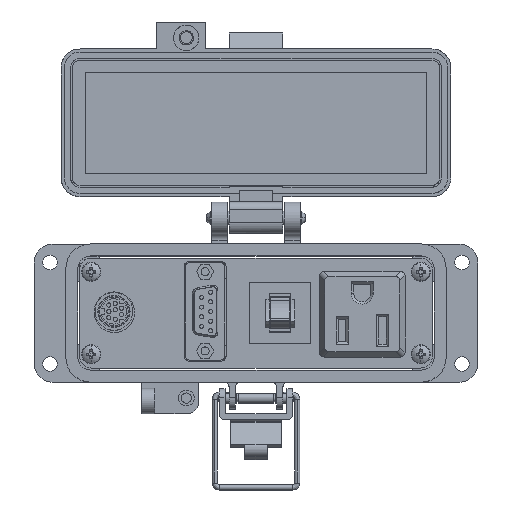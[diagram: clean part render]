
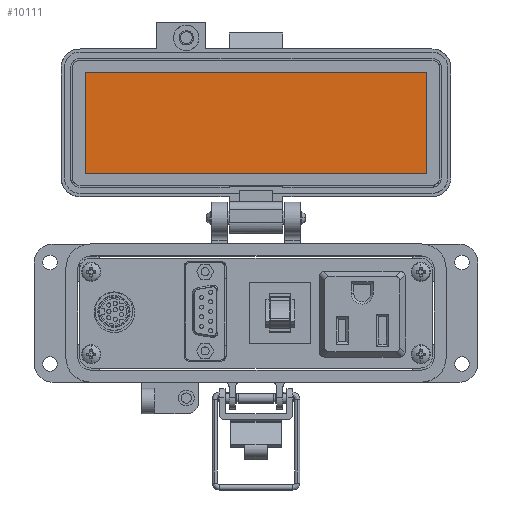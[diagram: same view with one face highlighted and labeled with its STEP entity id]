
A CAD part, top view. The second image highlights one B-rep face of the part: STEP entity #10111.
In plain terms, the highlighted planar face has unit normal (0, 0, 1).
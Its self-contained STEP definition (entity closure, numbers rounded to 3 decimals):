
#1037 = DIRECTION ( 'NONE',  ( 0., 0., 1. ) ) ;
#1099 = LINE ( 'NONE', #22680, #22940 ) ;
#1615 = LINE ( 'NONE', #10956, #44174 ) ;
#4189 = VECTOR ( 'NONE', #27636, 1000. ) ;
#4933 = PLANE ( 'NONE',  #9867 ) ;
#5000 = EDGE_CURVE ( 'NONE', #17253, #38191, #7163, .T. ) ;
#7163 = LINE ( 'NONE', #44981, #49731 ) ;
#8001 = DIRECTION ( 'NONE',  ( -1., 0., 0. ) ) ;
#9004 = CARTESIAN_POINT ( 'NONE',  ( -53.75, 51.154, -25.55 ) ) ;
#9847 = VERTEX_POINT ( 'NONE', #40307 ) ;
#9867 = AXIS2_PLACEMENT_3D ( 'NONE', #50332, #1037, #29781 ) ;
#9972 = ORIENTED_EDGE ( 'NONE', *, *, #22357, .F. ) ;
#10111 = ADVANCED_FACE ( 'NONE', ( #51323 ), #4933, .T. ) ;
#10828 = CARTESIAN_POINT ( 'NONE',  ( -53.75, 83.154, -25.55 ) ) ;
#10956 = CARTESIAN_POINT ( 'NONE',  ( 53.75, 67.154, -25.55 ) ) ;
#15104 = DIRECTION ( 'NONE',  ( 0., -1., 0. ) ) ;
#17253 = VERTEX_POINT ( 'NONE', #53346 ) ;
#18544 = DIRECTION ( 'NONE',  ( 0., 1., 0. ) ) ;
#22357 = EDGE_CURVE ( 'NONE', #9847, #17253, #1615, .T. ) ;
#22680 = CARTESIAN_POINT ( 'NONE',  ( -53.75, 67.154, -25.55 ) ) ;
#22940 = VECTOR ( 'NONE', #18544, 1000. ) ;
#23060 = EDGE_CURVE ( 'NONE', #52552, #9847, #37092, .T. ) ;
#23509 = CARTESIAN_POINT ( 'NONE',  ( -8.5, 83.154, -25.55 ) ) ;
#27636 = DIRECTION ( 'NONE',  ( 1., 0., 0. ) ) ;
#29402 = ORIENTED_EDGE ( 'NONE', *, *, #43264, .F. ) ;
#29592 = ORIENTED_EDGE ( 'NONE', *, *, #23060, .F. ) ;
#29781 = DIRECTION ( 'NONE',  ( 0., -1., 0. ) ) ;
#37092 = LINE ( 'NONE', #23509, #4189 ) ;
#38191 = VERTEX_POINT ( 'NONE', #9004 ) ;
#40307 = CARTESIAN_POINT ( 'NONE',  ( 53.75, 83.154, -25.55 ) ) ;
#43264 = EDGE_CURVE ( 'NONE', #38191, #52552, #1099, .T. ) ;
#44174 = VECTOR ( 'NONE', #15104, 1000. ) ;
#44981 = CARTESIAN_POINT ( 'NONE',  ( 42., 51.154, -25.55 ) ) ;
#49098 = ORIENTED_EDGE ( 'NONE', *, *, #5000, .F. ) ;
#49680 = EDGE_LOOP ( 'NONE', ( #29592, #29402, #49098, #9972 ) ) ;
#49731 = VECTOR ( 'NONE', #8001, 1000. ) ;
#50332 = CARTESIAN_POINT ( 'NONE',  ( -8.5, 67.154, -25.55 ) ) ;
#51323 = FACE_OUTER_BOUND ( 'NONE', #49680, .T. ) ;
#52552 = VERTEX_POINT ( 'NONE', #10828 ) ;
#53346 = CARTESIAN_POINT ( 'NONE',  ( 53.75, 51.154, -25.55 ) ) ;
